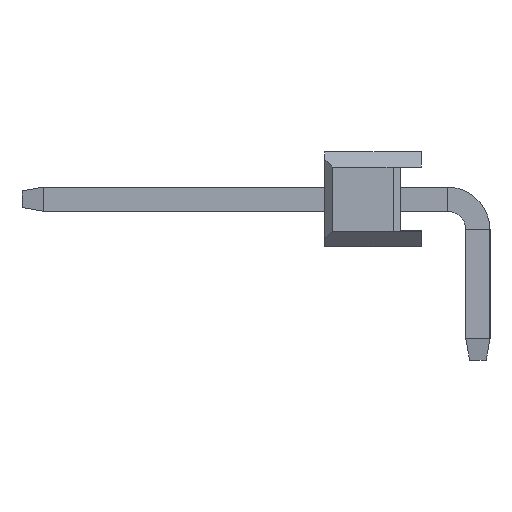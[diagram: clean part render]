
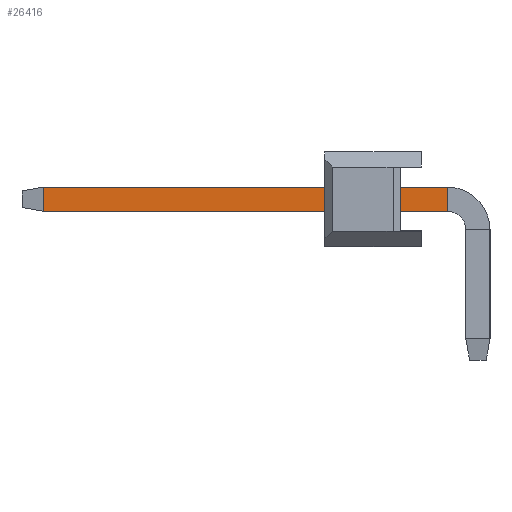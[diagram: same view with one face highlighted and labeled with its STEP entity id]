
A CAD part, left-side view. The second image highlights one B-rep face of the part: STEP entity #26416.
In plain terms, the highlighted planar face has unit normal (-1, 0, 0).
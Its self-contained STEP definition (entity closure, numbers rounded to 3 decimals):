
#1320 = CARTESIAN_POINT ( 'NONE',  ( -73.98, -0.7, 0.32 ) ) ;
#1694 = DIRECTION ( 'NONE',  ( 0., 0., 1. ) ) ;
#2091 = DIRECTION ( 'NONE',  ( 0., -1., 0. ) ) ;
#3294 = CARTESIAN_POINT ( 'NONE',  ( -73.98, 9.973, -0.32 ) ) ;
#4090 = DIRECTION ( 'NONE',  ( 1., 0., 0. ) ) ;
#4103 = ORIENTED_EDGE ( 'NONE', *, *, #15332, .T. ) ;
#4494 = VECTOR ( 'NONE', #32430, 1000. ) ;
#6468 = LINE ( 'NONE', #19440, #4494 ) ;
#7284 = FACE_OUTER_BOUND ( 'NONE', #21794, .T. ) ;
#8928 = ORIENTED_EDGE ( 'NONE', *, *, #38198, .T. ) ;
#9054 = DIRECTION ( 'NONE',  ( 0., -1., 0. ) ) ;
#15332 = EDGE_CURVE ( 'NONE', #18051, #20426, #6468, .T. ) ;
#16829 = VERTEX_POINT ( 'NONE', #1320 ) ;
#17066 = DIRECTION ( 'NONE',  ( 0., 0., -1. ) ) ;
#17865 = LINE ( 'NONE', #30824, #29604 ) ;
#18051 = VERTEX_POINT ( 'NONE', #27690 ) ;
#18255 = LINE ( 'NONE', #31224, #39969 ) ;
#19440 = CARTESIAN_POINT ( 'NONE',  ( -73.98, 9.973, -0.32 ) ) ;
#20251 = PLANE ( 'NONE',  #21626 ) ;
#20426 = VERTEX_POINT ( 'NONE', #3294 ) ;
#21626 = AXIS2_PLACEMENT_3D ( 'NONE', #33235, #4090, #17066 ) ;
#21794 = EDGE_LOOP ( 'NONE', ( #36111, #4103, #8928, #28705 ) ) ;
#24693 = VERTEX_POINT ( 'NONE', #38286 ) ;
#25212 = LINE ( 'NONE', #38189, #27637 ) ;
#26416 = ADVANCED_FACE ( 'NONE', ( #7284 ), #20251, .F. ) ;
#27637 = VECTOR ( 'NONE', #9054, 1000. ) ;
#27690 = CARTESIAN_POINT ( 'NONE',  ( -73.98, 9.973, 0.32 ) ) ;
#28705 = ORIENTED_EDGE ( 'NONE', *, *, #34507, .T. ) ;
#29604 = VECTOR ( 'NONE', #1694, 1000. ) ;
#30824 = CARTESIAN_POINT ( 'NONE',  ( -73.98, -0.7, 0.32 ) ) ;
#31224 = CARTESIAN_POINT ( 'NONE',  ( -73.98, 10.54, -0.32 ) ) ;
#31814 = EDGE_CURVE ( 'NONE', #18051, #16829, #25212, .T. ) ;
#32430 = DIRECTION ( 'NONE',  ( 0., 0., -1. ) ) ;
#33235 = CARTESIAN_POINT ( 'NONE',  ( -73.98, 10.54, 0.32 ) ) ;
#34507 = EDGE_CURVE ( 'NONE', #24693, #16829, #17865, .T. ) ;
#36111 = ORIENTED_EDGE ( 'NONE', *, *, #31814, .F. ) ;
#38189 = CARTESIAN_POINT ( 'NONE',  ( -73.98, 10.54, 0.32 ) ) ;
#38198 = EDGE_CURVE ( 'NONE', #20426, #24693, #18255, .T. ) ;
#38286 = CARTESIAN_POINT ( 'NONE',  ( -73.98, -0.7, -0.32 ) ) ;
#39969 = VECTOR ( 'NONE', #2091, 1000. ) ;
